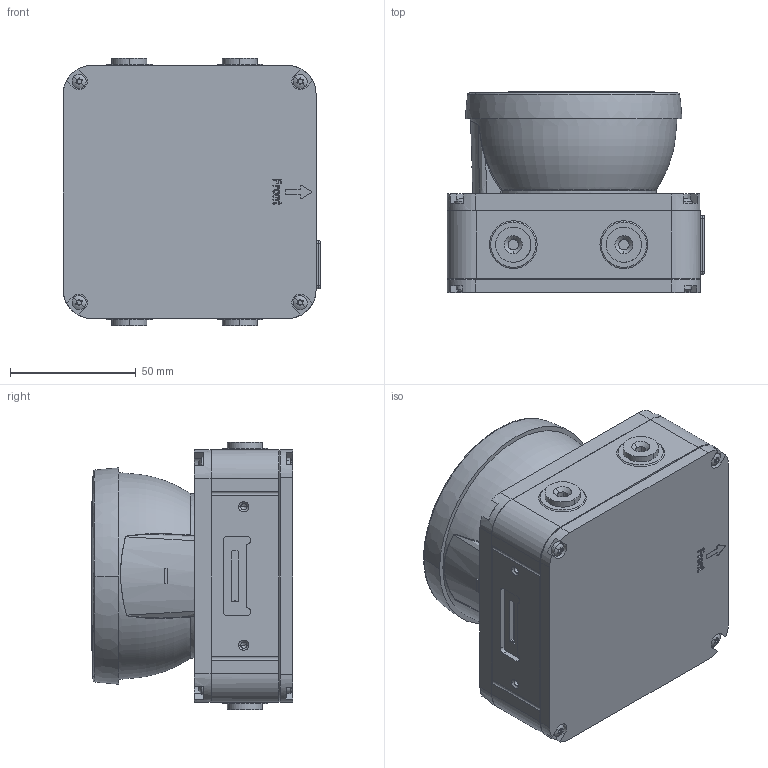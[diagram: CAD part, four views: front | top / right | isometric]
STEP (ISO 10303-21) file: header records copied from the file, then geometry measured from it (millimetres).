
FILE_DESCRIPTION(('OneSpaceDesigner STEP Export'),'2;1');
FILE_NAME('NANS3-XXXXXXXXX.stp','2019-11-27T12:59:32',('SICK AG'),('SICK AG'),'Creo Elements/Direct Modeling STEP processor for AP214 (Solid Model)','Creo Elements/Direct Modeling 18.1B 29-Sep-2012 (C) Parametric Technology GmbH','');
FILE_SCHEMA(('AUTOMOTIVE_DESIGN { 1 0 10303 214 1 1 1 1 }'));
Products named in the file (2): NANS3-XXXXXXXXX
Assembly tree (1 placements, depth 2):
  NANS3-XXXXXXXXX
    NANS3-XXXXXXXXX
Bounding box: 102.5 x 80.17 x 106.6 mm (x, y, z)
Volume: 592551.6 mm3; surface area: 50815.6 mm2
Topology: 1 solids, 1 shells, 1974 faces, 9279 edges, 7501 vertices
Faces by surface type: plane 740, bspline 538, cylinder 488, torus 138, extrusion 39, cone 22, sphere 9
Entity records: 195913 total; most frequent: CARTESIAN_POINT 106642, ORIENTED_EDGE 18548, DIRECTION 13198, EDGE_CURVE 9274, VERTEX_POINT 7501, VECTOR 6132, LINE 6094, AXIS2_PLACEMENT_3D 3533
